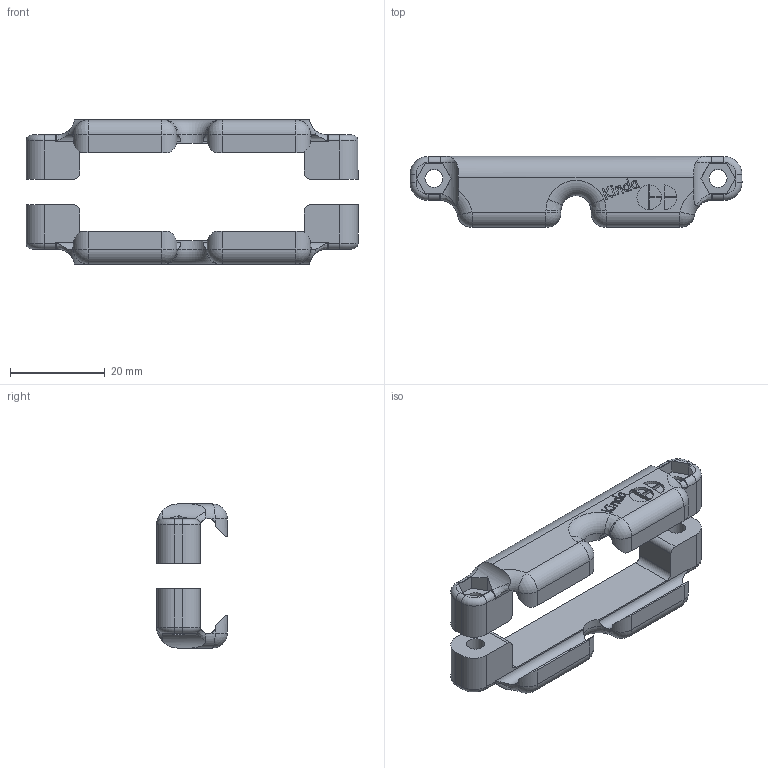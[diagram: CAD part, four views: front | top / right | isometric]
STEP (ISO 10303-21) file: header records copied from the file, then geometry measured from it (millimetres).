
FILE_DESCRIPTION(/* description */ (''),/* implementation_level */ '2;1');
FILE_NAME(/* name */ 'FAT REIN v8.step',/* time_stamp */ '2023-01-30T14:53:36-06:00',/* author */ (''),/* organization */ (''),/* preprocessor_version */ 'ST-DEVELOPER v19.2',/* originating_system */ 'Autodesk Translation Framework v11.17.0.187',/* authorisation */ '');
FILE_SCHEMA (('AUTOMOTIVE_DESIGN { 1 0 10303 214 3 1 1 }'));
Length unit declared in the file: inch
Products named in the file (1): FAT REIN
Bounding box: 70.23 x 14.99 x 30.48 mm (x, y, z)
Volume: 8947.4 mm3; surface area: 6619.2 mm2
Topology: 2 solids, 2 shells, 556 faces, 1514 edges, 988 vertices
Faces by surface type: bspline 306, plane 150, cylinder 70, torus 22, sphere 8
Full cylindrical faces by diameter (mm): 3.81 x4, 6.248 x2
Entity records: 20668 total; most frequent: CARTESIAN_POINT 8736, ORIENTED_EDGE 3028, DIRECTION 1538, EDGE_CURVE 1514, VERTEX_POINT 988, LINE 684, VECTOR 684, B_SPLINE_CURVE_WITH_KNOTS 598
